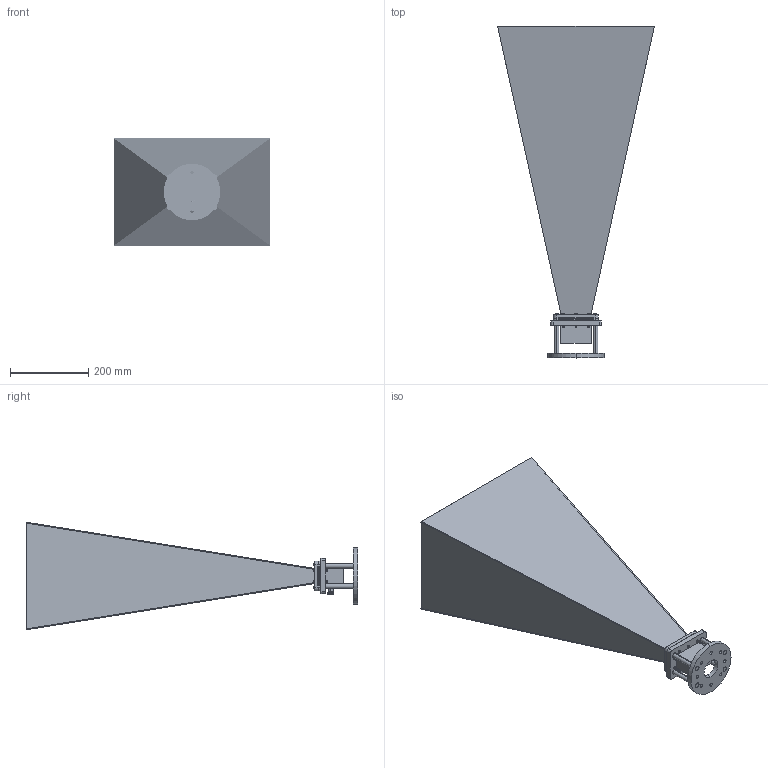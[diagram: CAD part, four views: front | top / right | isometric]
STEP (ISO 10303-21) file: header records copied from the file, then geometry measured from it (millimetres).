
FILE_DESCRIPTION (( 'STEP AP214' ), '1' );
FILE_NAME ('FM1WAN284-20NF_3D.step', '2024-05-06T19:11:50', ( '' ), ( '' ), 'SwSTEP 2.0', 'SolidWorks 2022', '' );
FILE_SCHEMA (( 'AUTOMOTIVE_DESIGN' ));
Length unit declared in the file: inch
Products named in the file (13): PE9839_N; Copy of FMWAN284-MNT_STDF RND M4 FEM, 8OD X 64LG^FMWAN284-MNT; No.4 Flat Washer_1_91166A230; FMWAN284-MNT; Screw 4-40SH x 9_16_1; 4-40 Nut_1_94150A335; PE9842; Copy of FMWAN284-MNT_LWR PLT^FMWAN284-MNT; Screw 4-40SH x 9_16_2; FM1WAN284-20NF_3D; Copy of FMWAN284-MNT_UPR PLT^FMWAN284-MNT; FM9863B-20-CPRG
Assembly tree (41 placements, depth 3):
  FM1WAN284-20NF_3D
    FMWAN284-MNT
      Copy of FMWAN284-MNT_UPR PLT^FMWAN284-MNT
      Copy of FMWAN284-MNT_LWR PLT^FMWAN284-MNT
      Copy of FMWAN284-MNT_STDF RND M4 FEM, 8OD X 64LG^FMWAN284-MNT  x4
    FM9863B-20-CPRG
    4-40 Nut_1_94150A335  x10
    No.4 Flat Washer_1_91166A230  x10
    Screw 4-40SH x 9_16_1  x9
    Screw 4-40SH x 9_16_2
    PE9842
      PE9842
      PE9839_N
Bounding box: 401.73 x 850.65 x 275.77 mm (x, y, z)
Volume: 1792757.3 mm3; surface area: 1351617.8 mm2
Topology: 43 solids, 43 shells, 5802 faces, 16458 edges, 10762 vertices
Faces by surface type: plane 1886, cylinder 1864, cone 1129, torus 860, bspline 63
Entity records: 64681 total; most frequent: CARTESIAN_POINT 30350, ORIENTED_EDGE 7800, DIRECTION 6126, EDGE_CURVE 3900, VERTEX_POINT 2546, AXIS2_PLACEMENT_3D 2372, EDGE_LOOP 1528, ADVANCED_FACE 1406
